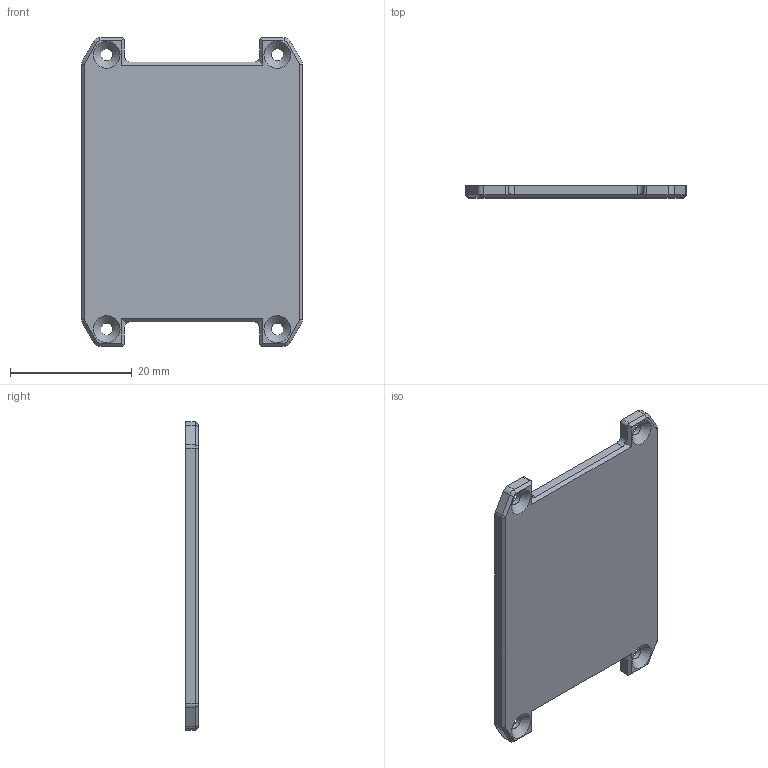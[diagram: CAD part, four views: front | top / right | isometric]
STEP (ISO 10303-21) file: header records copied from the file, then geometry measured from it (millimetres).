
FILE_DESCRIPTION(/* description */ (''),/* implementation_level */ '2;1');
FILE_NAME(/* name */ 'cover.step',/* time_stamp */ '2024-08-18T19:58:38+01:00',/* author */ (''),/* organization */ (''),/* preprocessor_version */ 'ST-DEVELOPER v20',/* originating_system */ 'Autodesk Translation Framework v13.14.0.145',/* authorisation */ '');
FILE_SCHEMA (('AUTOMOTIVE_DESIGN { 1 0 10303 214 3 1 1 }'));
Length unit declared in the file: millimetre
Products named in the file (1): case
Bounding box: 36.2 x 2 x 50.6 mm (x, y, z)
Volume: 2155.3 mm3; surface area: 3878.3 mm2
Topology: 1 solids, 1 shells, 93 faces, 244 edges, 152 vertices
Faces by surface type: plane 49, cylinder 28, cone 16
Full cylindrical faces by diameter (mm): 2 x4
Entity records: 2874 total; most frequent: DIRECTION 508, CARTESIAN_POINT 486, ORIENTED_EDGE 480, EDGE_CURVE 240, AXIS2_PLACEMENT_3D 174, LINE 160, VECTOR 160, VERTEX_POINT 152
